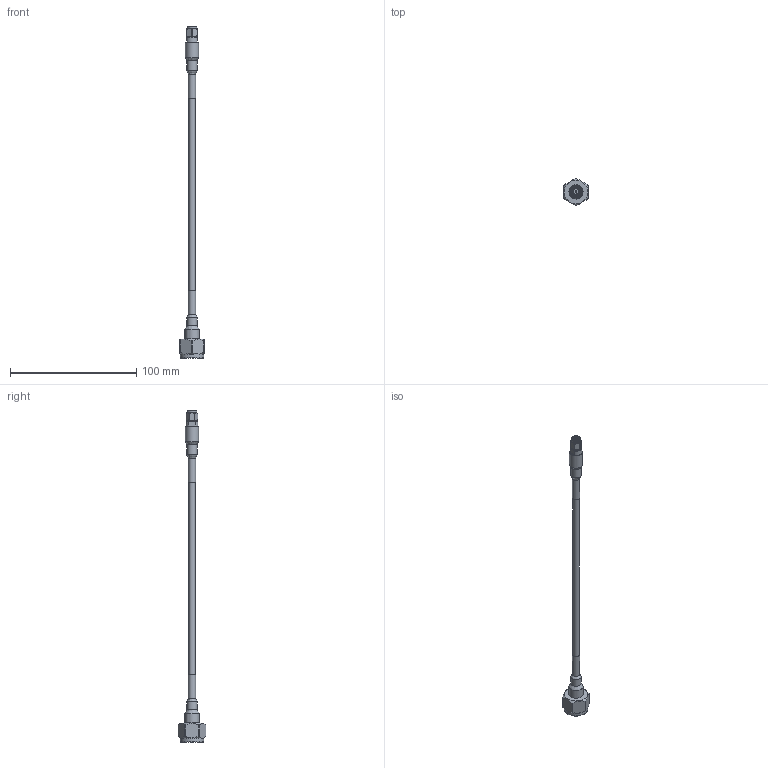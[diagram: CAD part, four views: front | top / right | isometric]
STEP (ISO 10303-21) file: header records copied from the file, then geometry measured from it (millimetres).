
FILE_DESCRIPTION (( 'STEP AP203' ), '1' );
FILE_NAME ('PE3C0689_3D.step', '2022-07-21T17:27:20', ( '' ), ( '' ), 'SwSTEP 2.0', 'SolidWorks 2021', '' );
FILE_SCHEMA (( 'CONFIG_CONTROL_DESIGN' ));
Length unit declared in the file: inch
Products named in the file (4): PE44825^PE3C0689_Heat Shrink; PE-P142LL^PE3C0689_PE-P142LL; PE44826^PE3C0689_Heat Shrink; PE3C0689_3D
Assembly tree (3 placements, depth 2):
  PE3C0689_3D
    PE-P142LL^PE3C0689_PE-P142LL
    PE44826^PE3C0689_Heat Shrink
    PE44825^PE3C0689_Heat Shrink
Bounding box: 19.05 x 21.6 x 263.37 mm (x, y, z)
Volume: 10515.4 mm3; surface area: 7755.8 mm2
Topology: 3 solids, 3 shells, 126 faces, 320 edges, 213 vertices
Faces by surface type: plane 51, cylinder 44, cone 18, bspline 12, torus 1
Full cylindrical faces by diameter (mm): 0.94 x1, 1.194 x1, 1.524 x1, 2.794 x1, 4.445 x1, 4.953 x1, 5.715 x2, 6.281 x1, 6.35 x6, 6.985 x1, 7.762 x1, 8.001 x1, 8.026 x1, 8.255 x1, 8.529 x1, 9.398 x1, 10.414 x1, 11.241 x1, 15.875 x5, 18.608 x1
Entity records: 6986 total; most frequent: CARTESIAN_POINT 4083, ORIENTED_EDGE 506, DIRECTION 486, EDGE_CURVE 253, AXIS2_PLACEMENT_3D 210, VERTEX_POINT 193, EDGE_LOOP 164, FACE_OUTER_BOUND 143
